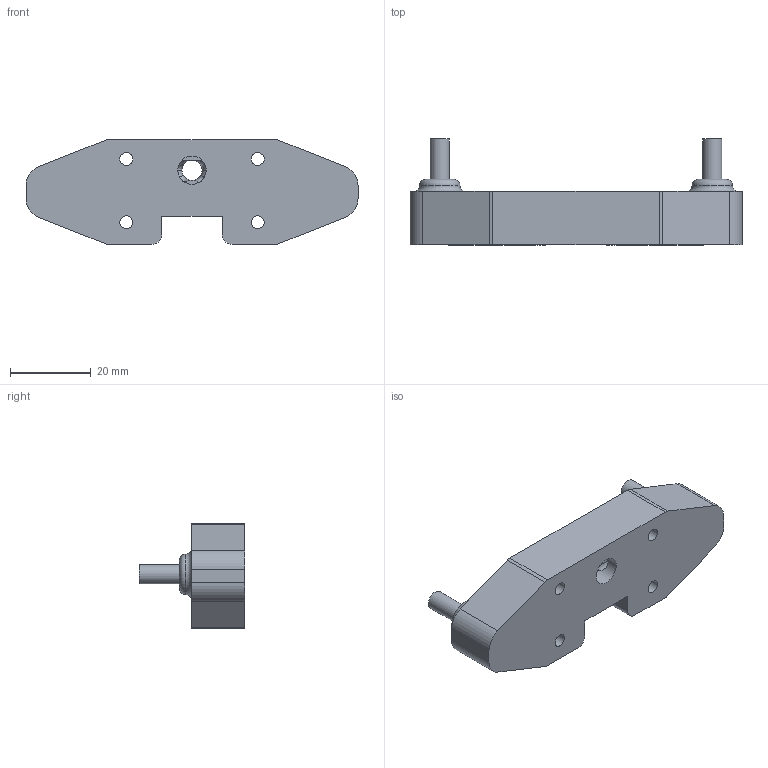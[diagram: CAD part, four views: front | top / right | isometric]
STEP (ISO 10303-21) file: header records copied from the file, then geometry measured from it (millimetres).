
FILE_DESCRIPTION(/* description */ (''),/* implementation_level */ '2;1');
FILE_NAME(/* name */ 'Housing_final.stp',/* time_stamp */ '2020-07-21T09:46:59-06:00',/* author */ ('Admin'),/* organization */ (''),/* preprocessor_version */ 'ST-DEVELOPER v18',/* originating_system */ 'Autodesk Inventor 2020',/* authorisation */ '');
FILE_SCHEMA (('AUTOMOTIVE_DESIGN { 1 0 10303 214 3 1 1 }'));
Length unit declared in the file: millimetre
Products named in the file (1): Housing_final
Bounding box: 82.1 x 26.2 x 25.95 mm (x, y, z)
Volume: 18311.8 mm3; surface area: 8676.1 mm2
Topology: 1 solids, 1 shells, 84 faces, 246 edges, 162 vertices
Faces by surface type: plane 38, cylinder 29, torus 9, bspline 4, sphere 4
Full cylindrical faces by diameter (mm): 2.8 x2, 3.2 x4, 4.7 x2, 5 x3, 7 x2
Entity records: 3309 total; most frequent: CARTESIAN_POINT 966, DIRECTION 502, ORIENTED_EDGE 478, EDGE_CURVE 239, AXIS2_PLACEMENT_3D 198, VERTEX_POINT 162, CIRCLE 117, LINE 106
